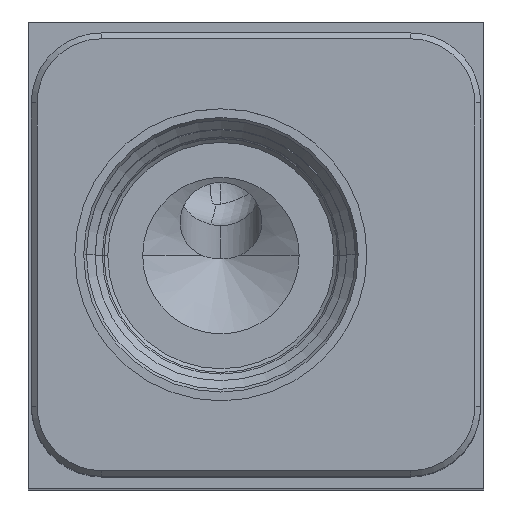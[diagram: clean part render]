
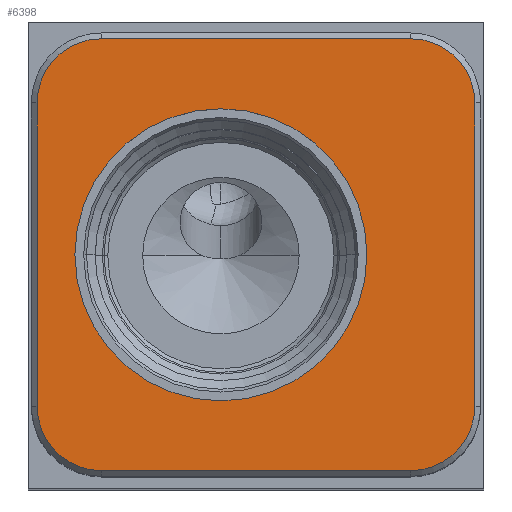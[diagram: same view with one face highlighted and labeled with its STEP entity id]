
A CAD part, top view. The second image highlights one B-rep face of the part: STEP entity #6398.
In plain terms, the highlighted planar face has unit normal (0, 0, 1).
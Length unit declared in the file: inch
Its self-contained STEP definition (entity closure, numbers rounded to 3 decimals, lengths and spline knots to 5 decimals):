
#3765=CARTESIAN_POINT('',(1.031,-1.25,5.562));
#3766=DIRECTION('',(0.,0.,-1.));
#3767=DIRECTION('',(-1.,0.,0.));
#3768=AXIS2_PLACEMENT_3D('',#3765,#3766,#3767);
#3770=CARTESIAN_POINT('',(1.031,-1.25,5.562));
#3771=DIRECTION('',(0.,0.,-1.));
#3772=DIRECTION('',(1.,0.,0.));
#3773=AXIS2_PLACEMENT_3D('',#3770,#3771,#3772);
#3775=CARTESIAN_POINT('',(2.047,-2.062,5.562));
#3776=DIRECTION('',(0.,0.,-1.));
#3777=DIRECTION('',(1.,0.,0.));
#3778=AXIS2_PLACEMENT_3D('',#3775,#3776,#3777);
#3789=DIRECTION('',(0.,-1.,0.));
#3790=VECTOR('',#3789,1.625);
#3791=CARTESIAN_POINT('',(2.391,-0.437,5.562));
#3792=LINE('',#3791,#3790);
#3801=CARTESIAN_POINT('',(2.047,-0.437,5.562));
#3802=DIRECTION('',(0.,0.,-1.));
#3803=DIRECTION('',(0.,1.,0.));
#3804=AXIS2_PLACEMENT_3D('',#3801,#3802,#3803);
#3815=DIRECTION('',(1.,0.,0.));
#3816=VECTOR('',#3815,1.656);
#3817=CARTESIAN_POINT('',(0.391,-0.093,5.562));
#3818=LINE('',#3817,#3816);
#3827=CARTESIAN_POINT('',(0.391,-0.437,5.562));
#3828=DIRECTION('',(0.,0.,-1.));
#3829=DIRECTION('',(-1.,0.,0.));
#3830=AXIS2_PLACEMENT_3D('',#3827,#3828,#3829);
#3841=DIRECTION('',(0.,1.,0.));
#3842=VECTOR('',#3841,1.625);
#3843=CARTESIAN_POINT('',(0.047,-2.062,5.562));
#3844=LINE('',#3843,#3842);
#3849=CARTESIAN_POINT('',(0.391,-2.062,5.562));
#3850=DIRECTION('',(0.,0.,-1.));
#3851=DIRECTION('',(0.,-1.,0.));
#3852=AXIS2_PLACEMENT_3D('',#3849,#3850,#3851);
#3867=DIRECTION('',(-1.,0.,0.));
#3868=VECTOR('',#3867,1.656);
#3869=CARTESIAN_POINT('',(2.047,-2.406,5.562));
#3870=LINE('',#3869,#3868);
#4432=CARTESIAN_POINT('',(0.047,-2.062,5.562));
#4433=CARTESIAN_POINT('',(0.047,-0.437,5.562));
#4434=VERTEX_POINT('',#4432);
#4435=VERTEX_POINT('',#4433);
#4440=CARTESIAN_POINT('',(0.391,-0.093,5.562));
#4441=VERTEX_POINT('',#4440);
#4444=CARTESIAN_POINT('',(2.047,-0.093,5.562));
#4445=VERTEX_POINT('',#4444);
#4448=CARTESIAN_POINT('',(2.391,-0.437,5.562));
#4449=VERTEX_POINT('',#4448);
#4452=CARTESIAN_POINT('',(2.391,-2.062,5.562));
#4453=VERTEX_POINT('',#4452);
#4456=CARTESIAN_POINT('',(2.047,-2.406,5.562));
#4457=VERTEX_POINT('',#4456);
#4460=CARTESIAN_POINT('',(0.391,-2.406,5.562));
#4461=VERTEX_POINT('',#4460);
#4508=CARTESIAN_POINT('',(0.249,-1.25,5.562));
#4509=CARTESIAN_POINT('',(1.813,-1.25,5.562));
#4510=VERTEX_POINT('',#4508);
#4511=VERTEX_POINT('',#4509);
#6370=CARTESIAN_POINT('',(0.,0.,5.562));
#6371=DIRECTION('',(0.,0.,1.));
#6372=DIRECTION('',(1.,0.,0.));
#6373=AXIS2_PLACEMENT_3D('',#6370,#6371,#6372);
#6374=PLANE('',#6373);
#6376=ORIENTED_EDGE('',*,*,#6375,.T.);
#6378=ORIENTED_EDGE('',*,*,#6377,.T.);
#6380=ORIENTED_EDGE('',*,*,#6379,.T.);
#6382=ORIENTED_EDGE('',*,*,#6381,.T.);
#6384=ORIENTED_EDGE('',*,*,#6383,.T.);
#6386=ORIENTED_EDGE('',*,*,#6385,.T.);
#6388=ORIENTED_EDGE('',*,*,#6387,.T.);
#6390=ORIENTED_EDGE('',*,*,#6389,.T.);
#6391=EDGE_LOOP('',(#6376,#6378,#6380,#6382,#6384,#6386,#6388,#6390));
#6392=FACE_OUTER_BOUND('',#6391,.F.);
#6394=ORIENTED_EDGE('',*,*,#6393,.F.);
#6395=ORIENTED_EDGE('',*,*,#6360,.F.);
#6396=EDGE_LOOP('',(#6394,#6395));
#6397=FACE_BOUND('',#6396,.F.);
#6398=ADVANCED_FACE('',(#6392,#6397),#6374,.T.);
#3769=CIRCLE('',#3768,0.782);
#3774=CIRCLE('',#3773,0.782);
#3779=CIRCLE('',#3778,0.344);
#3805=CIRCLE('',#3804,0.344);
#3831=CIRCLE('',#3830,0.344);
#3853=CIRCLE('',#3852,0.344);
#6360=EDGE_CURVE('',#4511,#4510,#3774,.T.);
#6375=EDGE_CURVE('',#4453,#4457,#3779,.T.);
#6377=EDGE_CURVE('',#4457,#4461,#3870,.T.);
#6379=EDGE_CURVE('',#4461,#4434,#3853,.T.);
#6381=EDGE_CURVE('',#4434,#4435,#3844,.T.);
#6383=EDGE_CURVE('',#4435,#4441,#3831,.T.);
#6385=EDGE_CURVE('',#4441,#4445,#3818,.T.);
#6387=EDGE_CURVE('',#4445,#4449,#3805,.T.);
#6389=EDGE_CURVE('',#4449,#4453,#3792,.T.);
#6393=EDGE_CURVE('',#4510,#4511,#3769,.T.);
